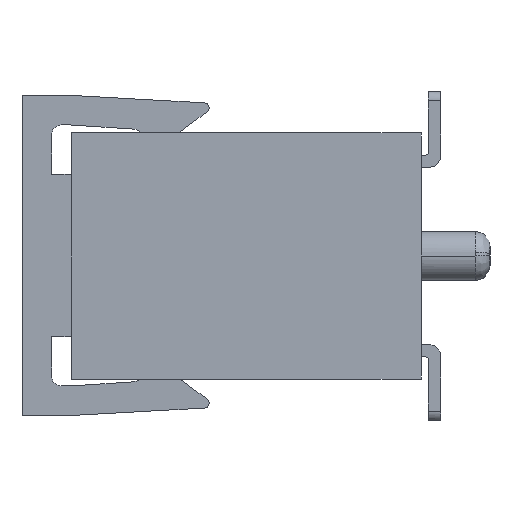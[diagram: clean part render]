
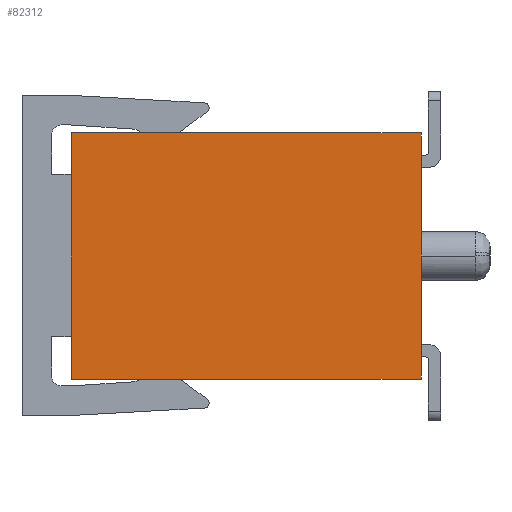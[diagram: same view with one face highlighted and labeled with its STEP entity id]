
A CAD part, left-side view. The second image highlights one B-rep face of the part: STEP entity #82312.
In plain terms, the highlighted planar face has unit normal (-1, 0, 0).
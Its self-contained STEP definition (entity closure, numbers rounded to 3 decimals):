
#2150=CARTESIAN_POINT('',(26.67,1.,-1.1));
#2151=VERTEX_POINT('',#2150);
#2174=CARTESIAN_POINT('',(26.67,8.1,-1.1));
#2175=VERTEX_POINT('',#2174);
#2185=CARTESIAN_POINT('',(26.67,1.,-1.1));
#2186=CARTESIAN_POINT('',(26.67,2.42,-1.1));
#2187=CARTESIAN_POINT('',(26.67,3.84,-1.1));
#2188=CARTESIAN_POINT('',(26.67,5.26,-1.1));
#2189=CARTESIAN_POINT('',(26.67,6.68,-1.1));
#2190=CARTESIAN_POINT('',(26.67,8.1,-1.1));
#2191=B_SPLINE_CURVE_WITH_KNOTS('',5,(#2185,#2186,#2187,#2188,#2189,#2190),.UNSPECIFIED.,.F.,.U.,(6,6),(0.,7.1),.UNSPECIFIED.);
#2192=EDGE_CURVE('',#2151,#2175,#2191,.T.);
#2214=CARTESIAN_POINT('',(26.67,8.1,-6.1));
#2215=VERTEX_POINT('',#2214);
#2225=CARTESIAN_POINT('',(26.67,8.1,-1.1));
#2226=CARTESIAN_POINT('',(26.67,8.1,-2.1));
#2227=CARTESIAN_POINT('',(26.67,8.1,-3.1));
#2228=CARTESIAN_POINT('',(26.67,8.1,-4.1));
#2229=CARTESIAN_POINT('',(26.67,8.1,-5.1));
#2230=CARTESIAN_POINT('',(26.67,8.1,-6.1));
#2231=B_SPLINE_CURVE_WITH_KNOTS('',5,(#2225,#2226,#2227,#2228,#2229,#2230),.UNSPECIFIED.,.F.,.U.,(6,6),(0.,5.),.UNSPECIFIED.);
#2232=EDGE_CURVE('',#2175,#2215,#2231,.T.);
#3070=CARTESIAN_POINT('',(26.67,1.,-6.1));
#3071=VERTEX_POINT('',#3070);
#3083=CARTESIAN_POINT('',(26.67,8.1,-6.1));
#3084=CARTESIAN_POINT('',(26.67,6.68,-6.1));
#3085=CARTESIAN_POINT('',(26.67,5.26,-6.1));
#3086=CARTESIAN_POINT('',(26.67,3.84,-6.1));
#3087=CARTESIAN_POINT('',(26.67,2.42,-6.1));
#3088=CARTESIAN_POINT('',(26.67,1.,-6.1));
#3089=B_SPLINE_CURVE_WITH_KNOTS('',5,(#3083,#3084,#3085,#3086,#3087,#3088),.UNSPECIFIED.,.F.,.U.,(6,6),(0.,7.1),.UNSPECIFIED.);
#3090=EDGE_CURVE('',#2215,#3071,#3089,.T.);
#82122=CARTESIAN_POINT('',(26.67,1.,-1.48));
#82123=VERTEX_POINT('',#82122);
#82124=CARTESIAN_POINT('',(26.67,1.,-5.72));
#82125=VERTEX_POINT('',#82124);
#82126=CARTESIAN_POINT('',(26.67,1.,-1.48));
#82127=DIRECTION('',(0.,0.,-1.));
#82128=VECTOR('',#82127,4.24);
#82129=LINE('',#82126,#82128);
#82130=EDGE_CURVE('',#82123,#82125,#82129,.T.);
#82132=CARTESIAN_POINT('',(26.67,1.,-5.72));
#82133=CARTESIAN_POINT('',(26.67,1.,-5.796));
#82134=CARTESIAN_POINT('',(26.67,1.,-5.872));
#82135=CARTESIAN_POINT('',(26.67,1.,-5.948));
#82136=CARTESIAN_POINT('',(26.67,1.,-6.024));
#82137=CARTESIAN_POINT('',(26.67,1.,-6.1));
#82138=B_SPLINE_CURVE_WITH_KNOTS('',5,(#82132,#82133,#82134,#82135,#82136,#82137),.UNSPECIFIED.,.F.,.U.,(6,6),(0.,0.38),.UNSPECIFIED.);
#82139=EDGE_CURVE('',#82125,#3071,#82138,.T.);
#82171=CARTESIAN_POINT('',(26.67,1.,-1.48));
#82172=CARTESIAN_POINT('',(26.67,1.,-1.404));
#82173=CARTESIAN_POINT('',(26.67,1.,-1.328));
#82174=CARTESIAN_POINT('',(26.67,1.,-1.252));
#82175=CARTESIAN_POINT('',(26.67,1.,-1.176));
#82176=CARTESIAN_POINT('',(26.67,1.,-1.1));
#82177=B_SPLINE_CURVE_WITH_KNOTS('',5,(#82171,#82172,#82173,#82174,#82175,#82176),.UNSPECIFIED.,.F.,.U.,(6,6),(0.,0.38),.UNSPECIFIED.);
#82178=EDGE_CURVE('',#82123,#2151,#82177,.T.);
#82299=CARTESIAN_POINT('',(26.67,4.55,-3.6));
#82300=DIRECTION('',(0.,0.,1.));
#82301=DIRECTION('',(-1.,0.,0.));
#82302=AXIS2_PLACEMENT_3D('',#82299,#82301,#82300);
#82303=PLANE('',#82302);
#82304=ORIENTED_EDGE('',*,*,#2232,.T.);
#82305=ORIENTED_EDGE('',*,*,#3090,.T.);
#82306=ORIENTED_EDGE('',*,*,#82139,.F.);
#82307=ORIENTED_EDGE('',*,*,#82130,.F.);
#82308=ORIENTED_EDGE('',*,*,#82178,.T.);
#82309=ORIENTED_EDGE('',*,*,#2192,.T.);
#82310=EDGE_LOOP('',(#82304,#82305,#82306,#82307,#82308,#82309));
#82311=FACE_OUTER_BOUND('',#82310,.T.);
#82312=ADVANCED_FACE('',(#82311),#82303,.T.);
